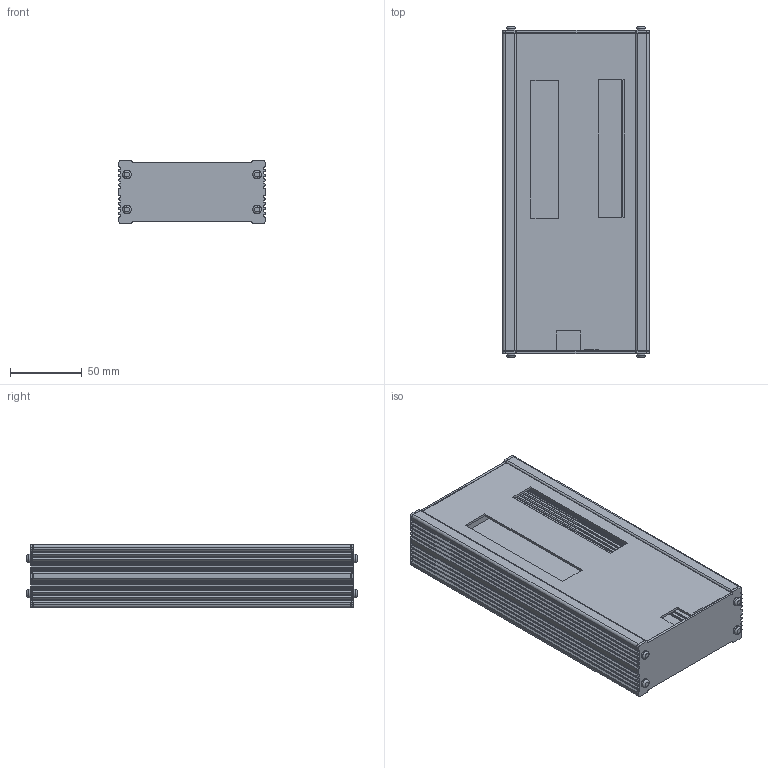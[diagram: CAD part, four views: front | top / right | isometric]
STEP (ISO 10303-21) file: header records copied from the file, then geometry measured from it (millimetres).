
FILE_DESCRIPTION(('Open CASCADE Model'),'2;1');
FILE_NAME('Open CASCADE Shape Model','2025-09-09T21:00:57',('Author'),( 'Open CASCADE'),'Open CASCADE STEP processor 7.4','Open CASCADE 7.4' ,'Unknown');
FILE_SCHEMA(('AUTOMOTIVE_DESIGN { 1 0 10303 214 1 1 1 1 }'));
Length unit declared in the file: inch
Products named in the file (15): 1U_Extruded_Aluminum_Type_C_Template; Bottom_Plate; Front_Plate; 6-32_3/8in_stainless_phillips_panhead_self_tapping_screw; 1U_Extruded_Side; Top_Plate; Rear_Plate
Assembly tree (14 placements, depth 2):
  1U_Extruded_Aluminum_Type_C_Template
    Bottom_Plate
    Front_Plate
    6-32_3/8in_stainless_phillips_panhead_self_tapping_screw
    6-32_3/8in_stainless_phillips_panhead_self_tapping_screw
    6-32_3/8in_stainless_phillips_panhead_self_tapping_screw
    6-32_3/8in_stainless_phillips_panhead_self_tapping_screw
    1U_Extruded_Side
    1U_Extruded_Side
    Top_Plate
    Rear_Plate
    6-32_3/8in_stainless_phillips_panhead_self_tapping_screw
    6-32_3/8in_stainless_phillips_panhead_self_tapping_screw
    6-32_3/8in_stainless_phillips_panhead_self_tapping_screw
    6-32_3/8in_stainless_phillips_panhead_self_tapping_screw
Bounding box: 102 x 229.99 x 43.69 mm (x, y, z)
Volume: 183852.3 mm3; surface area: 205120.4 mm2
Topology: 14 solids, 14 shells, 794 faces, 2266 edges, 1508 vertices
Faces by surface type: plane 558, cylinder 220, torus 8, extrusion 8
Full cylindrical faces by diameter (mm): 4.191 x8, 6.045 x8
Entity records: 56547 total; most frequent: CARTESIAN_POINT 10091, DIRECTION 8816, VECTOR 5878, LINE 5870, ORIENTED_EDGE 4532, PCURVE 4532, DEFINITIONAL_REPRESENTATION 4532, EDGE_CURVE 2266
